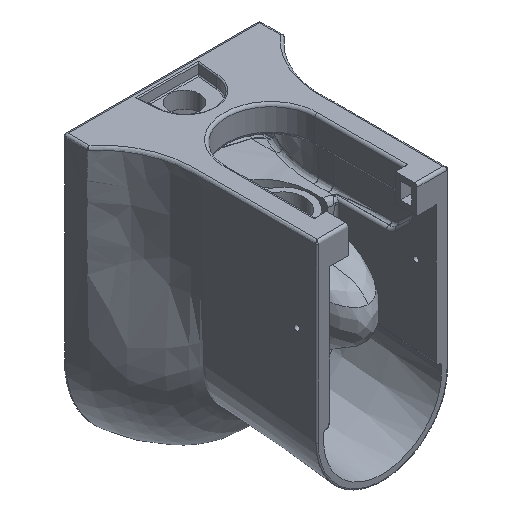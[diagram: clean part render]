
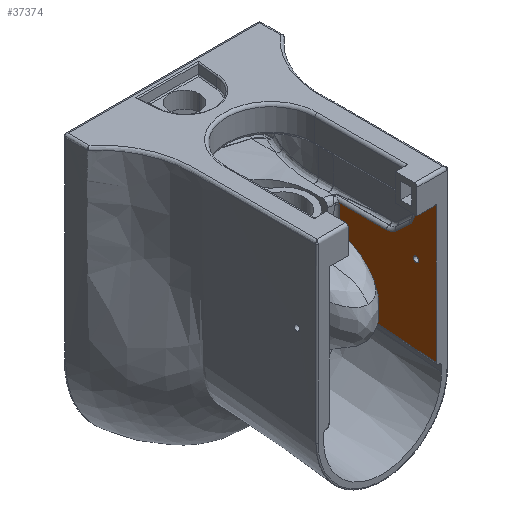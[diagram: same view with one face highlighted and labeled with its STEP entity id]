
A CAD part, isometric view. The second image highlights one B-rep face of the part: STEP entity #37374.
In plain terms, the highlighted planar face has unit normal (-1, 0, 0).
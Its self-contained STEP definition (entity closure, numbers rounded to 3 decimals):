
#47 = CIRCLE ( 'NONE', #26723, 5. ) ;
#347 = CARTESIAN_POINT ( 'NONE',  ( 98., 36.5, -275. ) ) ;
#1954 = EDGE_CURVE ( 'NONE', #34657, #38971, #27553, .T. ) ;
#2574 = CARTESIAN_POINT ( 'NONE',  ( 98., 176.731, -254.641 ) ) ;
#2882 = DIRECTION ( 'NONE',  ( 0., 0.732, -0.681 ) ) ;
#3167 = AXIS2_PLACEMENT_3D ( 'NONE', #36396, #14669, #32806 ) ;
#3326 = DIRECTION ( 'NONE',  ( 0., 0., 1. ) ) ;
#3684 = ORIENTED_EDGE ( 'NONE', *, *, #1954, .T. ) ;
#4042 = VERTEX_POINT ( 'NONE', #21430 ) ;
#4261 = CARTESIAN_POINT ( 'NONE',  ( 98., 179.285, -400.953 ) ) ;
#4357 = EDGE_CURVE ( 'NONE', #8659, #10831, #47, .T. ) ;
#5780 = ORIENTED_EDGE ( 'NONE', *, *, #19167, .T. ) ;
#6458 = CARTESIAN_POINT ( 'NONE',  ( 98., -87.244, -93.705 ) ) ;
#6661 = VECTOR ( 'NONE', #22730, 1000. ) ;
#6967 = CARTESIAN_POINT ( 'NONE',  ( 98., 0., 0. ) ) ;
#7268 = B_SPLINE_CURVE_WITH_KNOTS ( 'NONE', 3,
 ( #19778, #45741, #9492, #2574 ),
 .UNSPECIFIED., .F., .F.,
 ( 4, 4 ),
 ( 0., 0.004 ),
 .UNSPECIFIED. ) ;
#7711 = EDGE_CURVE ( 'NONE', #38902, #32778, #11499, .T. ) ;
#7877 = CARTESIAN_POINT ( 'NONE',  ( 98., 40., -201.294 ) ) ;
#8559 = VERTEX_POINT ( 'NONE', #28304 ) ;
#8614 = CARTESIAN_POINT ( 'NONE',  ( 98., 36.5, -270. ) ) ;
#8659 = VERTEX_POINT ( 'NONE', #347 ) ;
#8828 = VECTOR ( 'NONE', #9784, 1000. ) ;
#9319 = DIRECTION ( 'NONE',  ( -1., 0., 0. ) ) ;
#9362 = CIRCLE ( 'NONE', #18533, 25. ) ;
#9365 = EDGE_LOOP ( 'NONE', ( #33028, #31220 ) ) ;
#9492 = CARTESIAN_POINT ( 'NONE',  ( 98., 176.707, -253.258 ) ) ;
#9611 = VERTEX_POINT ( 'NONE', #22495 ) ;
#9784 = DIRECTION ( 'NONE',  ( 0., 0.017, -1. ) ) ;
#10831 = VERTEX_POINT ( 'NONE', #46252 ) ;
#10903 = DIRECTION ( 'NONE',  ( 0., 0., -1. ) ) ;
#11067 = DIRECTION ( 'NONE',  ( 0., 1., 0. ) ) ;
#11167 = CARTESIAN_POINT ( 'NONE',  ( 98., 40., -165. ) ) ;
#11499 = CIRCLE ( 'NONE', #18398, 25. ) ;
#11770 = LINE ( 'NONE', #18958, #42974 ) ;
#13447 = CARTESIAN_POINT ( 'NONE',  ( 98., 178.678, -400.982 ) ) ;
#13779 = DIRECTION ( 'NONE',  ( 1., 0., 0. ) ) ;
#14026 = VECTOR ( 'NONE', #2882, 1000. ) ;
#14178 = AXIS2_PLACEMENT_3D ( 'NONE', #6967, #31803, #45854 ) ;
#14329 = ORIENTED_EDGE ( 'NONE', *, *, #38364, .T. ) ;
#14526 = CARTESIAN_POINT ( 'NONE',  ( 98., 65., -201.294 ) ) ;
#14669 = DIRECTION ( 'NONE',  ( 1., 0., 0. ) ) ;
#15451 = EDGE_CURVE ( 'NONE', #29582, #18441, #9362, .T. ) ;
#15898 = CARTESIAN_POINT ( 'NONE',  ( 98., 36.5, -270. ) ) ;
#16137 = ORIENTED_EDGE ( 'NONE', *, *, #42967, .T. ) ;
#17380 = CARTESIAN_POINT ( 'NONE',  ( 98., 40., 0. ) ) ;
#18398 = AXIS2_PLACEMENT_3D ( 'NONE', #21431, #13779, #28360 ) ;
#18441 = VERTEX_POINT ( 'NONE', #26765 ) ;
#18533 = AXIS2_PLACEMENT_3D ( 'NONE', #14526, #43397, #3326 ) ;
#18551 = EDGE_CURVE ( 'NONE', #10831, #8659, #18602, .T. ) ;
#18602 = CIRCLE ( 'NONE', #23950, 5. ) ;
#18847 = EDGE_CURVE ( 'NONE', #18441, #38902, #39145, .T. ) ;
#18958 = CARTESIAN_POINT ( 'NONE',  ( 98., 0., -420. ) ) ;
#19167 = EDGE_CURVE ( 'NONE', #9611, #40376, #43749, .T. ) ;
#19253 = EDGE_CURVE ( 'NONE', #9611, #35089, #11770, .T. ) ;
#19608 = CARTESIAN_POINT ( 'NONE',  ( 98., 74.018, -243.849 ) ) ;
#19612 = DIRECTION ( 'NONE',  ( 0., 0., 1. ) ) ;
#19749 = EDGE_CURVE ( 'NONE', #4042, #8559, #7268, .T. ) ;
#19778 = CARTESIAN_POINT ( 'NONE',  ( 98., 177.188, -250.552 ) ) ;
#20151 = EDGE_CURVE ( 'NONE', #40376, #29582, #43580, .T. ) ;
#20836 = EDGE_LOOP ( 'NONE', ( #5780, #24502, #34013, #41592, #25133, #37438, #28518, #14329, #3684, #16137, #34270 ) ) ;
#21430 = CARTESIAN_POINT ( 'NONE',  ( 98., 177.188, -250.552 ) ) ;
#21431 = CARTESIAN_POINT ( 'NONE',  ( 98., 91.054, -225.552 ) ) ;
#22291 = CARTESIAN_POINT ( 'NONE',  ( 98., 0., -165. ) ) ;
#22495 = CARTESIAN_POINT ( 'NONE',  ( 98., 0., -165. ) ) ;
#22730 = DIRECTION ( 'NONE',  ( 0., -0.997, -0.078 ) ) ;
#23877 = LINE ( 'NONE', #42936, #8828 ) ;
#23950 = AXIS2_PLACEMENT_3D ( 'NONE', #8614, #9319, #19612 ) ;
#24502 = ORIENTED_EDGE ( 'NONE', *, *, #20151, .T. ) ;
#25133 = ORIENTED_EDGE ( 'NONE', *, *, #7711, .T. ) ;
#25699 = VECTOR ( 'NONE', #38085, 1000. ) ;
#26723 = AXIS2_PLACEMENT_3D ( 'NONE', #15898, #30458, #33912 ) ;
#26765 = CARTESIAN_POINT ( 'NONE',  ( 98., 47.964, -219.592 ) ) ;
#27553 = CIRCLE ( 'NONE', #3167, 10. ) ;
#28230 = FACE_BOUND ( 'NONE', #9365, .T. ) ;
#28304 = CARTESIAN_POINT ( 'NONE',  ( 98., 176.731, -254.641 ) ) ;
#28360 = DIRECTION ( 'NONE',  ( 0., 0., 1. ) ) ;
#28518 = ORIENTED_EDGE ( 'NONE', *, *, #19749, .T. ) ;
#29582 = VERTEX_POINT ( 'NONE', #7877 ) ;
#30458 = DIRECTION ( 'NONE',  ( -1., 0., 0. ) ) ;
#31220 = ORIENTED_EDGE ( 'NONE', *, *, #18551, .F. ) ;
#31562 = FACE_OUTER_BOUND ( 'NONE', #20836, .T. ) ;
#31803 = DIRECTION ( 'NONE',  ( -1., 0., 0. ) ) ;
#32778 = VERTEX_POINT ( 'NONE', #37555 ) ;
#32806 = DIRECTION ( 'NONE',  ( 0., 0., 1. ) ) ;
#33028 = ORIENTED_EDGE ( 'NONE', *, *, #4357, .F. ) ;
#33494 = DIRECTION ( 'NONE',  ( 0., 0., -1. ) ) ;
#33912 = DIRECTION ( 'NONE',  ( 0., 0., 1. ) ) ;
#34013 = ORIENTED_EDGE ( 'NONE', *, *, #15451, .T. ) ;
#34270 = ORIENTED_EDGE ( 'NONE', *, *, #19253, .F. ) ;
#34657 = VERTEX_POINT ( 'NONE', #4261 ) ;
#35089 = VERTEX_POINT ( 'NONE', #39954 ) ;
#35856 = PLANE ( 'NONE',  #14178 ) ;
#36396 = CARTESIAN_POINT ( 'NONE',  ( 98., 179.459, -410.952 ) ) ;
#37374 = ADVANCED_FACE ( 'NONE', ( #31562, #28230 ), #35856, .T. ) ;
#37438 = ORIENTED_EDGE ( 'NONE', *, *, #44168, .T. ) ;
#37555 = CARTESIAN_POINT ( 'NONE',  ( 98., 91.054, -250.552 ) ) ;
#38085 = DIRECTION ( 'NONE',  ( 0., 1., 0. ) ) ;
#38364 = EDGE_CURVE ( 'NONE', #8559, #34657, #23877, .T. ) ;
#38798 = LINE ( 'NONE', #42132, #25699 ) ;
#38902 = VERTEX_POINT ( 'NONE', #19608 ) ;
#38971 = VERTEX_POINT ( 'NONE', #13447 ) ;
#39145 = LINE ( 'NONE', #6458, #14026 ) ;
#39954 = CARTESIAN_POINT ( 'NONE',  ( 98., 0., -414.985 ) ) ;
#40376 = VERTEX_POINT ( 'NONE', #11167 ) ;
#40847 = LINE ( 'NONE', #44887, #6661 ) ;
#41592 = ORIENTED_EDGE ( 'NONE', *, *, #18847, .T. ) ;
#42132 = CARTESIAN_POINT ( 'NONE',  ( 98., 0., -250.552 ) ) ;
#42220 = VECTOR ( 'NONE', #10903, 1000. ) ;
#42936 = CARTESIAN_POINT ( 'NONE',  ( 98., 172.234, 3.006 ) ) ;
#42967 = EDGE_CURVE ( 'NONE', #38971, #35089, #40847, .T. ) ;
#42974 = VECTOR ( 'NONE', #33494, 1000. ) ;
#43397 = DIRECTION ( 'NONE',  ( 1., 0., 0. ) ) ;
#43580 = LINE ( 'NONE', #17380, #42220 ) ;
#43749 = LINE ( 'NONE', #22291, #46790 ) ;
#44168 = EDGE_CURVE ( 'NONE', #32778, #4042, #38798, .T. ) ;
#44887 = CARTESIAN_POINT ( 'NONE',  ( 98., 32.323, -412.452 ) ) ;
#45741 = CARTESIAN_POINT ( 'NONE',  ( 98., 176.858, -251.895 ) ) ;
#45854 = DIRECTION ( 'NONE',  ( 0., 0., -1. ) ) ;
#46252 = CARTESIAN_POINT ( 'NONE',  ( 98., 36.5, -265. ) ) ;
#46790 = VECTOR ( 'NONE', #11067, 1000. ) ;
